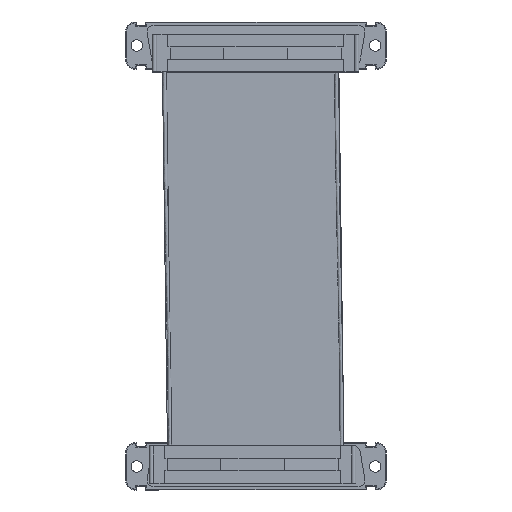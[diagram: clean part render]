
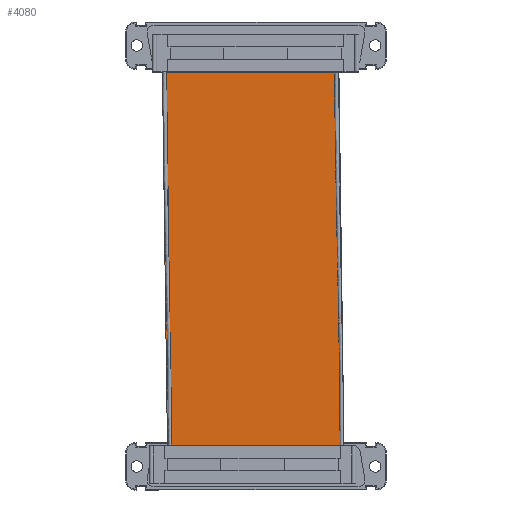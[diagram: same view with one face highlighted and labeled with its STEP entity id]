
A CAD part, top view. The second image highlights one B-rep face of the part: STEP entity #4080.
In plain terms, the highlighted free-form (B-spline) face has degree [3, 3] with [4, 4] control points.
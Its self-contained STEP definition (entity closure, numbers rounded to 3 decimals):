
#22=B_SPLINE_SURFACE_WITH_KNOTS('',3,3,((#7156,#7157,#7158,#7159),(#7160,
#7161,#7162,#7163),(#7164,#7165,#7166,#7167),(#7168,#7169,#7170,#7171)),
 .UNSPECIFIED.,.F.,.F.,.F.,(4,4),(4,4),(0.,4.699),(0.,1.),.UNSPECIFIED.);
#33=B_SPLINE_CURVE_WITH_KNOTS('',3,(#7176,#7177,#7178,#7179),
 .UNSPECIFIED.,.F.,.F.,(4,4),(0.,1.),.UNSPECIFIED.);
#34=B_SPLINE_CURVE_WITH_KNOTS('',3,(#7182,#7183,#7184,#7185),
 .UNSPECIFIED.,.F.,.F.,(4,4),(0.,1.),.UNSPECIFIED.);
#594=FACE_OUTER_BOUND('',#846,.T.);
#846=EDGE_LOOP('',(#3802,#3803,#3804,#3805));
#1186=LINE('',#7174,#1527);
#1187=LINE('',#7181,#1528);
#1527=VECTOR('',#5876,10.);
#1528=VECTOR('',#5877,10.);
#2133=VERTEX_POINT('',#7172);
#2134=VERTEX_POINT('',#7173);
#2135=VERTEX_POINT('',#7175);
#2136=VERTEX_POINT('',#7180);
#2692=EDGE_CURVE('',#2133,#2134,#1186,.T.);
#2693=EDGE_CURVE('',#2133,#2135,#33,.T.);
#2694=EDGE_CURVE('',#2135,#2136,#1187,.T.);
#2695=EDGE_CURVE('',#2134,#2136,#34,.T.);
#3802=ORIENTED_EDGE('',*,*,#2692,.F.);
#3803=ORIENTED_EDGE('',*,*,#2693,.T.);
#3804=ORIENTED_EDGE('',*,*,#2694,.T.);
#3805=ORIENTED_EDGE('',*,*,#2695,.F.);
#4080=ADVANCED_FACE('',(#594),#22,.F.);
#5876=DIRECTION('',(-1.,0.,0.));
#5877=DIRECTION('',(-1.,0.,0.));
#7156=CARTESIAN_POINT('Ctrl Pts',(489.784,584.228,50.443));
#7157=CARTESIAN_POINT('Ctrl Pts',(489.784,548.875,50.443));
#7158=CARTESIAN_POINT('Ctrl Pts',(491.236,512.907,49.956));
#7159=CARTESIAN_POINT('Ctrl Pts',(491.236,476.291,49.956));
#7160=CARTESIAN_POINT('Ctrl Pts',(474.121,584.228,50.443));
#7161=CARTESIAN_POINT('Ctrl Pts',(474.121,548.454,50.443));
#7162=CARTESIAN_POINT('Ctrl Pts',(475.572,512.486,49.956));
#7163=CARTESIAN_POINT('Ctrl Pts',(475.572,476.291,49.956));
#7164=CARTESIAN_POINT('Ctrl Pts',(458.458,584.228,50.443));
#7165=CARTESIAN_POINT('Ctrl Pts',(458.458,548.033,50.443));
#7166=CARTESIAN_POINT('Ctrl Pts',(459.909,512.065,49.956));
#7167=CARTESIAN_POINT('Ctrl Pts',(459.909,476.291,49.956));
#7168=CARTESIAN_POINT('Ctrl Pts',(442.794,584.228,50.443));
#7169=CARTESIAN_POINT('Ctrl Pts',(442.794,547.612,50.443));
#7170=CARTESIAN_POINT('Ctrl Pts',(444.246,511.644,49.956));
#7171=CARTESIAN_POINT('Ctrl Pts',(444.246,476.291,49.956));
#7172=CARTESIAN_POINT('',(489.784,584.228,50.443));
#7173=CARTESIAN_POINT('',(442.794,584.228,50.443));
#7174=CARTESIAN_POINT('',(489.784,584.228,50.443));
#7175=CARTESIAN_POINT('',(491.236,476.291,49.956));
#7176=CARTESIAN_POINT('Ctrl Pts',(489.784,584.228,50.443));
#7177=CARTESIAN_POINT('Ctrl Pts',(489.784,548.875,50.443));
#7178=CARTESIAN_POINT('Ctrl Pts',(491.236,512.907,49.956));
#7179=CARTESIAN_POINT('Ctrl Pts',(491.236,476.291,49.956));
#7180=CARTESIAN_POINT('',(444.246,476.291,49.956));
#7181=CARTESIAN_POINT('',(491.236,476.291,49.956));
#7182=CARTESIAN_POINT('Ctrl Pts',(442.794,584.228,50.443));
#7183=CARTESIAN_POINT('Ctrl Pts',(442.794,547.612,50.443));
#7184=CARTESIAN_POINT('Ctrl Pts',(444.246,511.644,49.956));
#7185=CARTESIAN_POINT('Ctrl Pts',(444.246,476.291,49.956));
